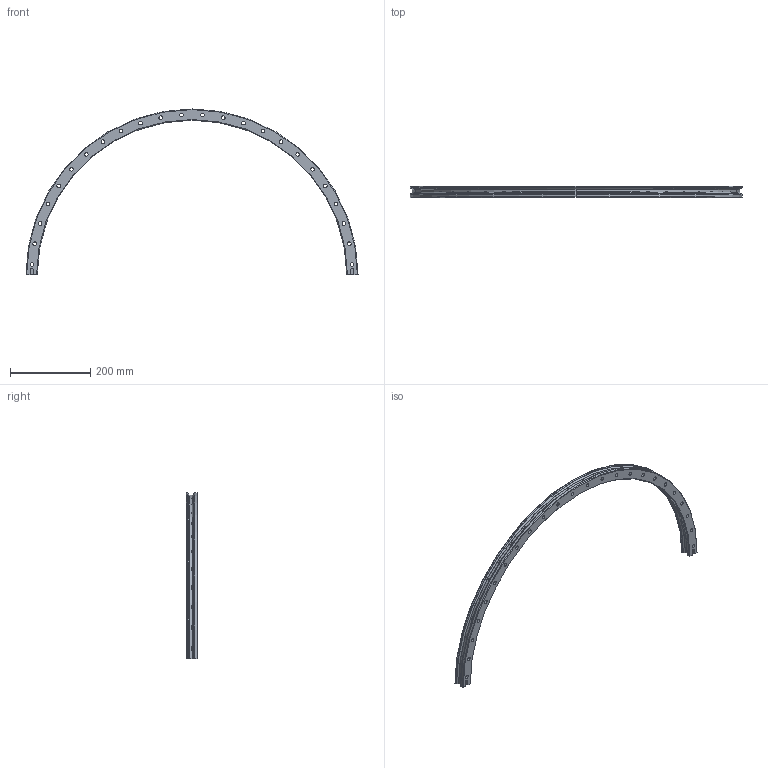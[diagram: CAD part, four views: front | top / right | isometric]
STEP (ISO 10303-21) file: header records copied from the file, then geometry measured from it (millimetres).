
FILE_DESCRIPTION (( 'STEP AP214' ), '1' );
FILE_NAME ('RCW-03-180-400-A3.STEP', '2022-12-07T16:00:14', ( '' ), ( '' ), 'SwSTEP 2.0', 'SolidWorks 2020', '' );
FILE_SCHEMA (( 'AUTOMOTIVE_DESIGN' ));
Length unit declared in the file: millimetre
Products named in the file (1): RCW-03-180-400-A3
Bounding box: 828 x 28 x 414 mm (x, y, z)
Volume: 741869.3 mm3; surface area: 170649.5 mm2
Topology: 1 solids, 1 shells, 178 faces, 442 edges, 290 vertices
Faces by surface type: cylinder 110, plane 34, cone 18, torus 16
Entity records: 5558 total; most frequent: DIRECTION 1074, CARTESIAN_POINT 911, ORIENTED_EDGE 884, AXIS2_PLACEMENT_3D 453, EDGE_CURVE 442, VERTEX_POINT 290, CIRCLE 274, EDGE_LOOP 250
